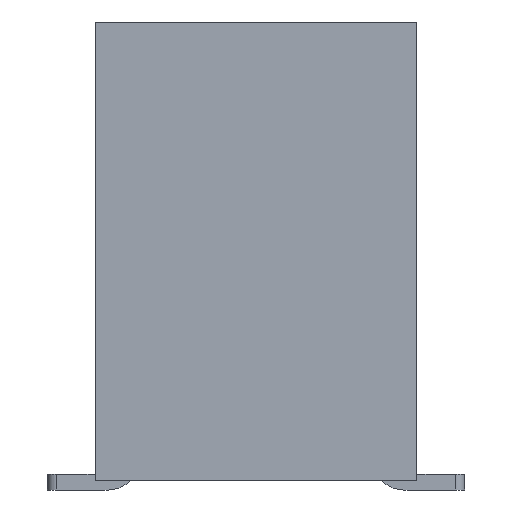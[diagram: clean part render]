
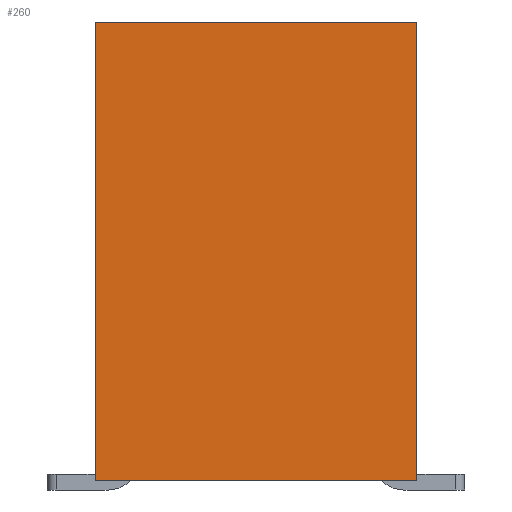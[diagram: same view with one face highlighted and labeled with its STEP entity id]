
A CAD part, left-side view. The second image highlights one B-rep face of the part: STEP entity #260.
In plain terms, the highlighted planar face has unit normal (-1, 0, 0).
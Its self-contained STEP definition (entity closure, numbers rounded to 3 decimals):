
#260=ADVANCED_FACE('',(#1190),#734,.T.);
#734=PLANE('',#9191);
#1190=FACE_OUTER_BOUND('',#1698,.T.);
#1698=EDGE_LOOP('',(#2476,#2477,#2478,#2479));
#2476=ORIENTED_EDGE('',*,*,#5857,.T.);
#2477=ORIENTED_EDGE('',*,*,#5833,.T.);
#2478=ORIENTED_EDGE('',*,*,#5883,.F.);
#2479=ORIENTED_EDGE('',*,*,#5884,.T.);
#4995=VERTEX_POINT('',#12658);
#4997=VERTEX_POINT('',#12662);
#5018=VERTEX_POINT('',#12709);
#5038=VERTEX_POINT('',#12756);
#5833=EDGE_CURVE('',#4995,#4997,#7123,.T.);
#5857=EDGE_CURVE('',#5018,#4995,#7147,.T.);
#5883=EDGE_CURVE('',#5038,#4997,#7173,.T.);
#5884=EDGE_CURVE('',#5038,#5018,#7174,.T.);
#7123=LINE('',#12663,#8269);
#7147=LINE('',#12708,#8293);
#7173=LINE('',#12755,#8319);
#7174=LINE('',#12757,#8320);
#8269=VECTOR('',#10052,1.);
#8293=VECTOR('',#10078,1.);
#8319=VECTOR('',#10106,1.);
#8320=VECTOR('',#10107,1.);
#9191=AXIS2_PLACEMENT_3D('',#12758,#10108,#10109);
#10052=DIRECTION('',(0.,1.,0.));
#10078=DIRECTION('',(0.,0.,1.));
#10106=DIRECTION('',(0.,0.,1.));
#10107=DIRECTION('',(0.,-1.,0.));
#10108=DIRECTION('',(-1.,0.,0.));
#10109=DIRECTION('',(0.,0.,1.));
#12658=CARTESIAN_POINT('',(0.,0.,6.8));
#12662=CARTESIAN_POINT('',(0.,5.08,6.8));
#12663=CARTESIAN_POINT('',(0.,2.54,6.8));
#12708=CARTESIAN_POINT('',(0.,0.,0.));
#12709=CARTESIAN_POINT('',(0.,0.,-0.45));
#12755=CARTESIAN_POINT('',(0.,5.08,0.));
#12756=CARTESIAN_POINT('',(0.,5.08,-0.45));
#12757=CARTESIAN_POINT('',(0.,5.08,-0.45));
#12758=CARTESIAN_POINT('',(0.,2.54,0.));
